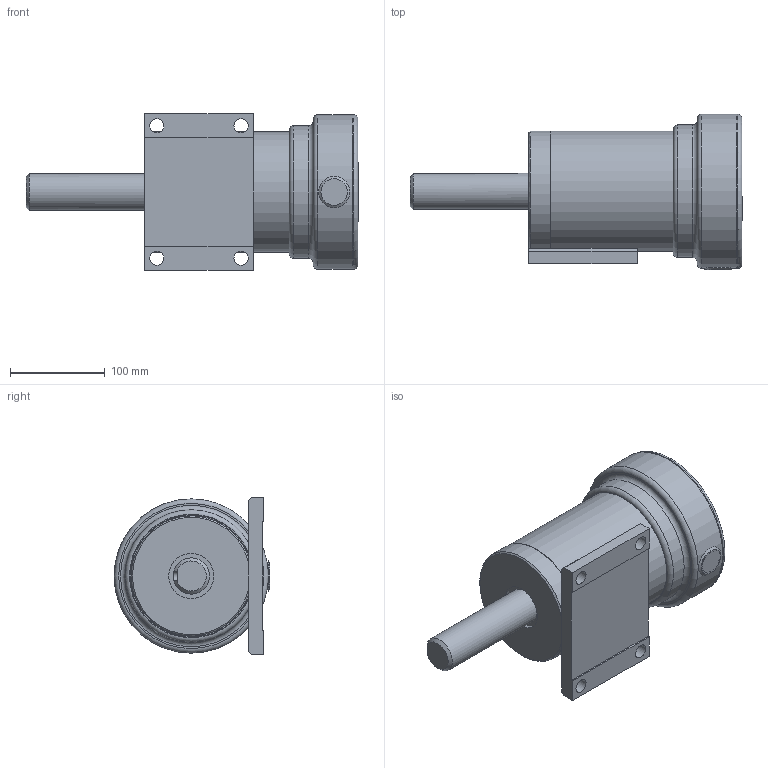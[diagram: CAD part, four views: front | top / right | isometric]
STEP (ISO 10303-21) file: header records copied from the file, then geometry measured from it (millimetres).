
FILE_DESCRIPTION(/* description */ ('MEDIUM DUTHY SAFETY CHUCK BRAKE/DRIVE WITH KEYED INSERT FLANGE MOUNT CUSTOMER DWG'),/* implementation_level */ '2;1');
FILE_NAME(/* name */ '39269-110 MED DUTY DRIVE CUSTOMER DWG .stp',/* time_stamp */ '2018-06-22T08:27:35-04:00',/* author */ ('mtrusz'),/* organization */ ('CONVERTER ACCESSORY CORPORATION WIND GAP. PA. 18091'),/* preprocessor_version */ 'ST-DEVELOPER v16.5',/* originating_system */ 'Autodesk Inventor 2017',/* authorisation */ '');
FILE_SCHEMA (('AUTOMOTIVE_DESIGN { 1 0 10303 214 3 1 1 }'));
Length unit declared in the file: inch
Products named in the file (11): 39269-110 MED DUTY DRIVE CUSTOMER DWG ; 39269-77; 39269-35; 39269-103 1.25 SQ LOWER KEYED HALF CUSTOMER DWG; 39269-103 1.25 SQ UPPER KEYED HALF CUSTOMER DWG; 39269-104 COLLAR BODY KEYED INSERT CUSTOMER DWG; 39269-104  COLLAR FLG KEYED INSERT CUSTOMER DWG; 39269-102 DRIVE SHAFT CUSTOMER DWG; 39269-02H CUSTOMER MODEL; 39269-06C CUSTOMER MODEL; 39269-08B CUSTOMER DWG
Assembly tree (10 placements, depth 2):
  39269-110 MED DUTY DRIVE CUSTOMER DWG 
    39269-77
    39269-35
    39269-103 1.25 SQ LOWER KEYED HALF CUSTOMER DWG
    39269-103 1.25 SQ UPPER KEYED HALF CUSTOMER DWG
    39269-104 COLLAR BODY KEYED INSERT CUSTOMER DWG
    39269-104  COLLAR FLG KEYED INSERT CUSTOMER DWG
    39269-102 DRIVE SHAFT CUSTOMER DWG
    39269-02H CUSTOMER MODEL
    39269-06C CUSTOMER MODEL
    39269-08B CUSTOMER DWG
Bounding box: 350.01 x 164.12 x 165.1 mm (x, y, z)
Volume: 3427098.3 mm3; surface area: 452019.5 mm2
Topology: 10 solids, 10 shells, 300 faces, 830 edges, 551 vertices
Faces by surface type: plane 232, cone 38, cylinder 26, torus 4
Full cylindrical faces by diameter (mm): 13.462 x1, 15.062 x4, 19.05 x1, 24.725 x1, 27.686 x1, 38.1 x1, 47.625 x1, 74.398 x1, 82.22 x1, 82.423 x1, 95.25 x1, 98.425 x1, 127 x1, 129.032 x1, 139.7 x1, 162.56 x2
Entity records: 9755 total; most frequent: CARTESIAN_POINT 1820, ORIENTED_EDGE 1582, DIRECTION 1554, EDGE_CURVE 791, VERTEX_POINT 540, LINE 526, VECTOR 526, AXIS2_PLACEMENT_3D 514
